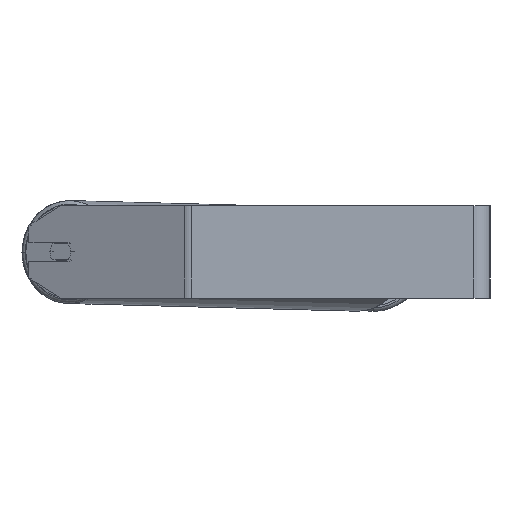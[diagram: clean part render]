
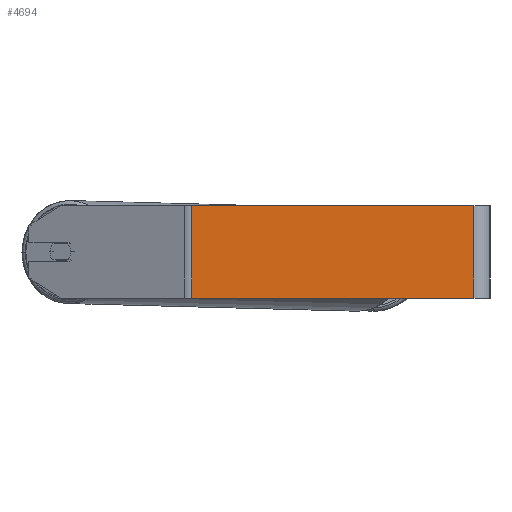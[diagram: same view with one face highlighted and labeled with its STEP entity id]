
A CAD part, left-side view. The second image highlights one B-rep face of the part: STEP entity #4694.
In plain terms, the highlighted planar face has unit normal (-1, 0, 0).
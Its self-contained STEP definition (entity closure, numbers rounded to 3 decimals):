
#20 = CARTESIAN_POINT ( 'NONE',  ( -945., 14., 40. ) ) ;
#115 = CARTESIAN_POINT ( 'NONE',  ( -945., 260.957, 40. ) ) ;
#433 = CARTESIAN_POINT ( 'NONE',  ( -945., 260.957, 40. ) ) ;
#715 = VECTOR ( 'NONE', #5826, 1000. ) ;
#1468 = ORIENTED_EDGE ( 'NONE', *, *, #5858, .F. ) ;
#1566 = ORIENTED_EDGE ( 'NONE', *, *, #8073, .T. ) ;
#1949 = CARTESIAN_POINT ( 'NONE',  ( -945., 260.957, -40. ) ) ;
#1951 = ORIENTED_EDGE ( 'NONE', *, *, #2111, .F. ) ;
#1998 = DIRECTION ( 'NONE',  ( 0., -1., 0. ) ) ;
#2111 = EDGE_CURVE ( 'NONE', #6155, #7711, #7506, .T. ) ;
#2167 = ORIENTED_EDGE ( 'NONE', *, *, #7796, .T. ) ;
#2225 = CARTESIAN_POINT ( 'NONE',  ( -945., 257.853, 40. ) ) ;
#2401 = LINE ( 'NONE', #2225, #4561 ) ;
#3410 = AXIS2_PLACEMENT_3D ( 'NONE', #433, #5166, #8709 ) ;
#3697 = CARTESIAN_POINT ( 'NONE',  ( -945., 257.853, 40. ) ) ;
#4493 = LINE ( 'NONE', #6486, #715 ) ;
#4521 = VERTEX_POINT ( 'NONE', #7029 ) ;
#4561 = VECTOR ( 'NONE', #8418, 1000. ) ;
#4674 = DIRECTION ( 'NONE',  ( 0., -1., 0. ) ) ;
#4694 = ADVANCED_FACE ( 'NONE', ( #6492 ), #8539, .F. ) ;
#5166 = DIRECTION ( 'NONE',  ( 1., 0., 0. ) ) ;
#5648 = CARTESIAN_POINT ( 'NONE',  ( -945., 14., -40. ) ) ;
#5725 = VERTEX_POINT ( 'NONE', #5648 ) ;
#5826 = DIRECTION ( 'NONE',  ( 0., 0., -1. ) ) ;
#5858 = EDGE_CURVE ( 'NONE', #7711, #5725, #4493, .T. ) ;
#6155 = VERTEX_POINT ( 'NONE', #3697 ) ;
#6478 = VECTOR ( 'NONE', #4674, 1000. ) ;
#6486 = CARTESIAN_POINT ( 'NONE',  ( -945., 14., 40. ) ) ;
#6492 = FACE_OUTER_BOUND ( 'NONE', #7021, .T. ) ;
#7021 = EDGE_LOOP ( 'NONE', ( #1566, #1468, #1951, #2167 ) ) ;
#7029 = CARTESIAN_POINT ( 'NONE',  ( -945., 257.853, -40. ) ) ;
#7257 = VECTOR ( 'NONE', #1998, 1000. ) ;
#7506 = LINE ( 'NONE', #115, #6478 ) ;
#7711 = VERTEX_POINT ( 'NONE', #20 ) ;
#7796 = EDGE_CURVE ( 'NONE', #6155, #4521, #2401, .T. ) ;
#8010 = LINE ( 'NONE', #1949, #7257 ) ;
#8073 = EDGE_CURVE ( 'NONE', #4521, #5725, #8010, .T. ) ;
#8418 = DIRECTION ( 'NONE',  ( 0., 0., -1. ) ) ;
#8539 = PLANE ( 'NONE',  #3410 ) ;
#8709 = DIRECTION ( 'NONE',  ( 0., 0., -1. ) ) ;
